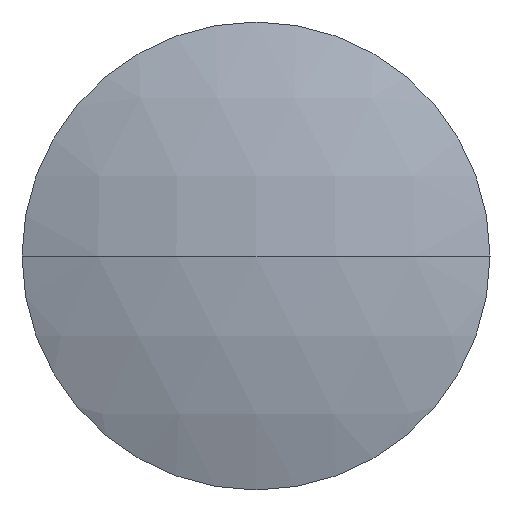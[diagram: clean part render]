
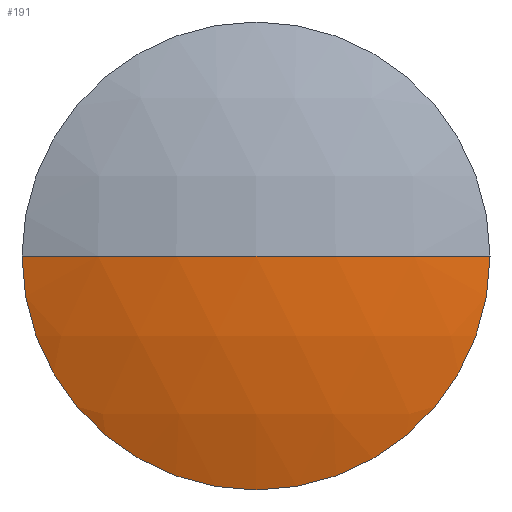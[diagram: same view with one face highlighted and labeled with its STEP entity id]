
A CAD part, left-side view. The second image highlights one B-rep face of the part: STEP entity #191.
In plain terms, the highlighted spherical face has radius 69.4 mm.
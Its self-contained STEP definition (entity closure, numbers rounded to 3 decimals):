
#6 = CARTESIAN_POINT ( 'NONE',  ( 314.682, 130.434, 0. ) ) ;
#7 = VERTEX_POINT ( 'NONE', #156 ) ;
#19 = CARTESIAN_POINT ( 'NONE',  ( 249.941, 105.434, 0. ) ) ;
#25 = DIRECTION ( 'NONE',  ( 0., 0., 1. ) ) ;
#26 = AXIS2_PLACEMENT_3D ( 'NONE', #148, #71, #101 ) ;
#28 = EDGE_CURVE ( 'NONE', #149, #92, #36, .T. ) ;
#33 = SPHERICAL_SURFACE ( 'NONE', #167, 69.4 ) ;
#36 = CIRCLE ( 'NONE', #133, 69.4 ) ;
#38 = EDGE_CURVE ( 'NONE', #7, #92, #131, .T. ) ;
#41 = CARTESIAN_POINT ( 'NONE',  ( 245.282, 130.434, 0. ) ) ;
#43 = CIRCLE ( 'NONE', #26, 25. ) ;
#58 = CARTESIAN_POINT ( 'NONE',  ( 314.682, 130.434, 0. ) ) ;
#71 = DIRECTION ( 'NONE',  ( -1., 0., 0. ) ) ;
#75 = FACE_OUTER_BOUND ( 'NONE', #125, .T. ) ;
#87 = DIRECTION ( 'NONE',  ( 0., 0., -1. ) ) ;
#92 = VERTEX_POINT ( 'NONE', #41 ) ;
#93 = AXIS2_PLACEMENT_3D ( 'NONE', #58, #25, #185 ) ;
#100 = EDGE_CURVE ( 'NONE', #7, #149, #43, .T. ) ;
#101 = DIRECTION ( 'NONE',  ( 0., -1., 0. ) ) ;
#114 = ORIENTED_EDGE ( 'NONE', *, *, #38, .F. ) ;
#125 = EDGE_LOOP ( 'NONE', ( #155, #151, #114 ) ) ;
#126 = DIRECTION ( 'NONE',  ( 0., 1., 0. ) ) ;
#131 = CIRCLE ( 'NONE', #93, 69.4 ) ;
#133 = AXIS2_PLACEMENT_3D ( 'NONE', #6, #87, #177 ) ;
#141 = DIRECTION ( 'NONE',  ( 0., 0., -1. ) ) ;
#148 = CARTESIAN_POINT ( 'NONE',  ( 249.941, 130.434, 0. ) ) ;
#149 = VERTEX_POINT ( 'NONE', #19 ) ;
#151 = ORIENTED_EDGE ( 'NONE', *, *, #28, .T. ) ;
#155 = ORIENTED_EDGE ( 'NONE', *, *, #100, .T. ) ;
#156 = CARTESIAN_POINT ( 'NONE',  ( 249.941, 155.434, 0. ) ) ;
#167 = AXIS2_PLACEMENT_3D ( 'NONE', #171, #141, #126 ) ;
#171 = CARTESIAN_POINT ( 'NONE',  ( 314.682, 130.434, 0. ) ) ;
#177 = DIRECTION ( 'NONE',  ( 0., 1., 0. ) ) ;
#185 = DIRECTION ( 'NONE',  ( 1., 0., 0. ) ) ;
#191 = ADVANCED_FACE ( 'NONE', ( #75 ), #33, .T. ) ;
